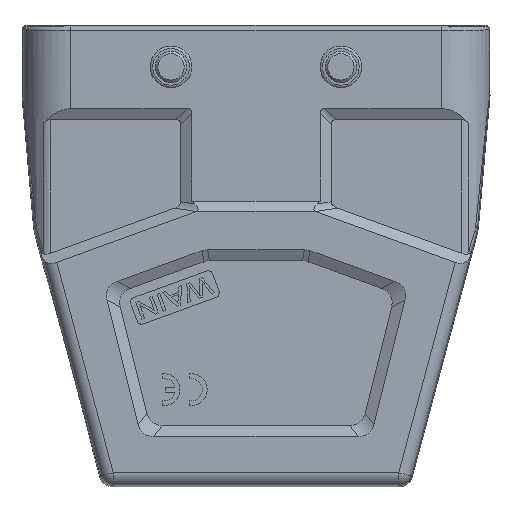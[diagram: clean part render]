
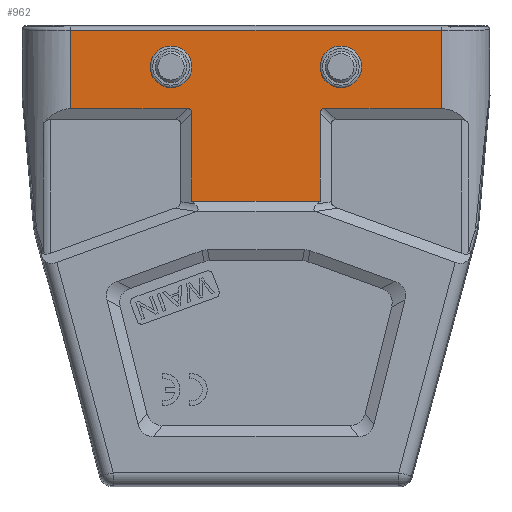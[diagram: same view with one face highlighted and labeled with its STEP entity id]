
A CAD part, front view. The second image highlights one B-rep face of the part: STEP entity #962.
In plain terms, the highlighted planar face has unit normal (0, -1, 0).
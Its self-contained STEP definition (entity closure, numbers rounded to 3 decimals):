
#263=FACE_BOUND('',#2198,.T.);
#264=FACE_BOUND('',#2199,.T.);
#265=FACE_BOUND('',#2200,.T.);
#962=ADVANCED_FACE('',(#263,#264,#265),#1254,.T.);
#1254=PLANE('',#9444);
#2198=EDGE_LOOP('',(#5033));
#2199=EDGE_LOOP('',(#5034));
#2200=EDGE_LOOP('',(#5035,#5036,#5037,#5038,#5039,#5040,#5041,#5042,#5043,
#5044));
#2320=ELLIPSE('',#8803,3.969,1.5);
#2321=ELLIPSE('',#8807,3.969,1.5);
#2670=CIRCLE('',#9442,2.85);
#2671=CIRCLE('',#9443,2.85);
#5033=ORIENTED_EDGE('',*,*,#7170,.T.);
#5034=ORIENTED_EDGE('',*,*,#7171,.T.);
#5035=ORIENTED_EDGE('',*,*,#7129,.T.);
#5036=ORIENTED_EDGE('',*,*,#6300,.T.);
#5037=ORIENTED_EDGE('',*,*,#6287,.T.);
#5038=ORIENTED_EDGE('',*,*,#6282,.T.);
#5039=ORIENTED_EDGE('',*,*,#7137,.F.);
#5040=ORIENTED_EDGE('',*,*,#6280,.T.);
#5041=ORIENTED_EDGE('',*,*,#6277,.T.);
#5042=ORIENTED_EDGE('',*,*,#7168,.T.);
#5043=ORIENTED_EDGE('',*,*,#7172,.T.);
#5044=ORIENTED_EDGE('',*,*,#7173,.T.);
#5412=VERTEX_POINT('',#12599);
#5413=VERTEX_POINT('',#12601);
#5415=VERTEX_POINT('',#12607);
#5416=VERTEX_POINT('',#12611);
#5417=VERTEX_POINT('',#12612);
#5421=VERTEX_POINT('',#12622);
#5430=VERTEX_POINT('',#12663);
#5949=VERTEX_POINT('',#15680);
#5971=VERTEX_POINT('',#15837);
#5972=VERTEX_POINT('',#15841);
#5973=VERTEX_POINT('',#15843);
#5974=VERTEX_POINT('',#15845);
#6277=EDGE_CURVE('',#5413,#5412,#2320,.T.);
#6280=EDGE_CURVE('',#5415,#5413,#7437,.T.);
#6282=EDGE_CURVE('',#5416,#5417,#7439,.T.);
#6287=EDGE_CURVE('',#5421,#5416,#2321,.T.);
#6300=EDGE_CURVE('',#5430,#5421,#7449,.T.);
#7129=EDGE_CURVE('',#5949,#5430,#7917,.T.);
#7137=EDGE_CURVE('',#5415,#5417,#7920,.T.);
#7168=EDGE_CURVE('',#5412,#5971,#7936,.T.);
#7170=EDGE_CURVE('',#5972,#5972,#2670,.T.);
#7171=EDGE_CURVE('',#5973,#5973,#2671,.T.);
#7172=EDGE_CURVE('',#5971,#5974,#7937,.T.);
#7173=EDGE_CURVE('',#5974,#5949,#7938,.T.);
#7437=LINE('',#12606,#8149);
#7439=LINE('',#12610,#8151);
#7449=LINE('',#12662,#8161);
#7917=LINE('',#15710,#8629);
#7920=LINE('',#15746,#8632);
#7936=LINE('',#15836,#8648);
#7937=LINE('',#15844,#8649);
#7938=LINE('',#15846,#8650);
#8149=VECTOR('',#10041,1.);
#8151=VECTOR('',#10045,1.);
#8161=VECTOR('',#10075,1.);
#8629=VECTOR('',#11733,1.);
#8632=VECTOR('',#11750,1.);
#8648=VECTOR('',#11810,1.);
#8649=VECTOR('',#11819,1.);
#8650=VECTOR('',#11820,1.);
#8803=AXIS2_PLACEMENT_3D('',#12600,#10035,#10036);
#8807=AXIS2_PLACEMENT_3D('',#12621,#10052,#10053);
#9442=AXIS2_PLACEMENT_3D('',#15840,#11815,#11816);
#9443=AXIS2_PLACEMENT_3D('',#15842,#11817,#11818);
#9444=AXIS2_PLACEMENT_3D('',#15847,#11821,#11822);
#10035=DIRECTION('',(0.,1.,0.));
#10036=DIRECTION('',(-0.707,0.,0.707));
#10041=DIRECTION('',(0.,0.,1.));
#10045=DIRECTION('',(0.,0.,-1.));
#10052=DIRECTION('',(0.,1.,0.));
#10053=DIRECTION('',(0.707,0.,0.707));
#10075=DIRECTION('',(1.,0.,0.));
#11733=DIRECTION('',(0.,0.,-1.));
#11750=DIRECTION('',(-1.,0.,0.));
#11810=DIRECTION('',(1.,0.,0.));
#11815=DIRECTION('',(0.,1.,0.));
#11816=DIRECTION('',(1.,0.,0.));
#11817=DIRECTION('',(0.,1.,0.));
#11818=DIRECTION('',(1.,0.,0.));
#11819=DIRECTION('',(0.,0.,1.));
#11820=DIRECTION('',(-1.,0.,0.));
#11821=DIRECTION('',(0.,-1.,0.));
#11822=DIRECTION('',(1.,0.,0.));
#12599=CARTESIAN_POINT('',(26.977,59.421,82.034));
#12600=CARTESIAN_POINT('',(29.227,59.421,79.034));
#12601=CARTESIAN_POINT('',(26.227,59.421,81.284));
#12606=CARTESIAN_POINT('',(26.227,59.421,95.034));
#12607=CARTESIAN_POINT('',(26.227,59.421,67.578));
#12610=CARTESIAN_POINT('',(6.227,59.421,95.034));
#12611=CARTESIAN_POINT('',(6.227,59.421,81.284));
#12612=CARTESIAN_POINT('',(6.227,59.421,67.578));
#12621=CARTESIAN_POINT('',(3.227,59.421,79.034));
#12622=CARTESIAN_POINT('',(5.477,59.421,82.034));
#12662=CARTESIAN_POINT('',(16.227,59.421,82.034));
#12663=CARTESIAN_POINT('',(-12.651,59.421,82.034));
#15680=CARTESIAN_POINT('',(-12.651,59.421,94.251));
#15710=CARTESIAN_POINT('',(-12.651,59.421,84.034));
#15746=CARTESIAN_POINT('',(16.227,59.421,67.578));
#15836=CARTESIAN_POINT('',(16.227,59.421,82.034));
#15837=CARTESIAN_POINT('',(45.104,59.421,82.034));
#15840=CARTESIAN_POINT('',(29.471,59.421,88.532));
#15841=CARTESIAN_POINT('',(32.321,59.421,88.532));
#15842=CARTESIAN_POINT('',(2.971,59.421,88.532));
#15843=CARTESIAN_POINT('',(5.821,59.421,88.532));
#15844=CARTESIAN_POINT('',(45.104,59.421,95.034));
#15845=CARTESIAN_POINT('',(45.104,59.421,94.251));
#15846=CARTESIAN_POINT('',(52.727,59.421,94.251));
#15847=CARTESIAN_POINT('',(16.227,59.421,95.034));
